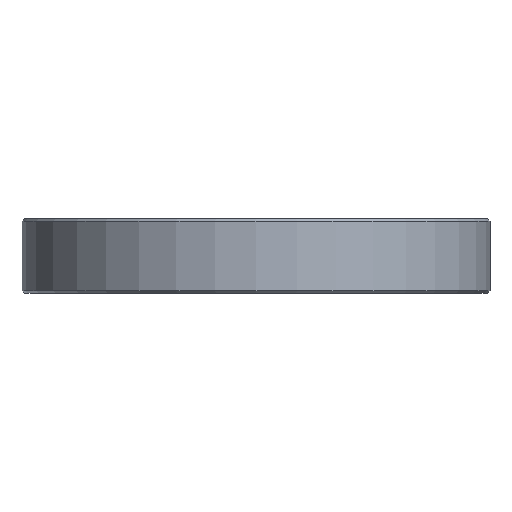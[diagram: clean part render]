
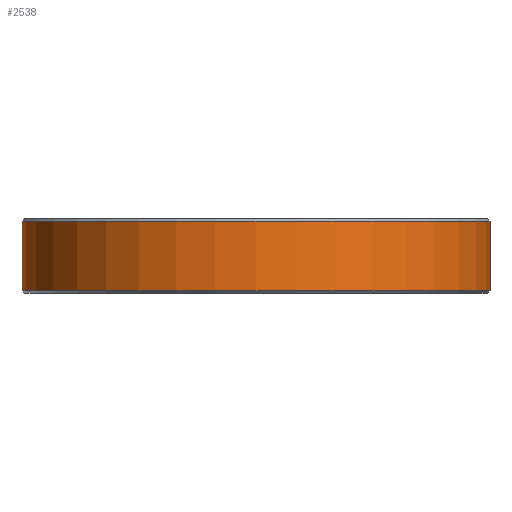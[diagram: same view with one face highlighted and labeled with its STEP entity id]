
A CAD part, left-side view. The second image highlights one B-rep face of the part: STEP entity #2538.
In plain terms, the highlighted cylindrical face has radius 29 mm (diameter 58 mm), a partial arc.
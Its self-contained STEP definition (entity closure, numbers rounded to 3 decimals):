
#11 = EDGE_CURVE ( 'NONE', #42, #2214, #2418, .T. ) ;
#42 = VERTEX_POINT ( 'NONE', #856 ) ;
#63 = FACE_OUTER_BOUND ( 'NONE', #2481, .T. ) ;
#140 = CIRCLE ( 'NONE', #1634, 29. ) ;
#167 = DIRECTION ( 'NONE',  ( 0., 0., -1. ) ) ;
#209 = ORIENTED_EDGE ( 'NONE', *, *, #2200, .T. ) ;
#297 = DIRECTION ( 'NONE',  ( 0., 0., -1. ) ) ;
#688 = CARTESIAN_POINT ( 'NONE',  ( 0., 0., 24.45 ) ) ;
#699 = CARTESIAN_POINT ( 'NONE',  ( 0., 0., 0. ) ) ;
#785 = VERTEX_POINT ( 'NONE', #1410 ) ;
#839 = VERTEX_POINT ( 'NONE', #1971 ) ;
#842 = DIRECTION ( 'NONE',  ( 0., 0., 1. ) ) ;
#856 = CARTESIAN_POINT ( 'NONE',  ( 0., 29., 24.45 ) ) ;
#955 = AXIS2_PLACEMENT_3D ( 'NONE', #688, #297, #1879 ) ;
#994 = EDGE_CURVE ( 'NONE', #2214, #785, #140, .T. ) ;
#1115 = VECTOR ( 'NONE', #1828, 1000. ) ;
#1159 = LINE ( 'NONE', #1353, #1184 ) ;
#1184 = VECTOR ( 'NONE', #167, 1000. ) ;
#1260 = DIRECTION ( 'NONE',  ( 0., 1., 0. ) ) ;
#1324 = CARTESIAN_POINT ( 'NONE',  ( 0., 29., 15.8 ) ) ;
#1353 = CARTESIAN_POINT ( 'NONE',  ( 0., -29., 0. ) ) ;
#1381 = CARTESIAN_POINT ( 'NONE',  ( 0., 0., 15.8 ) ) ;
#1410 = CARTESIAN_POINT ( 'NONE',  ( 0., -29., 15.8 ) ) ;
#1463 = CYLINDRICAL_SURFACE ( 'NONE', #1615, 29. ) ;
#1479 = ORIENTED_EDGE ( 'NONE', *, *, #11, .T. ) ;
#1490 = ORIENTED_EDGE ( 'NONE', *, *, #1812, .F. ) ;
#1615 = AXIS2_PLACEMENT_3D ( 'NONE', #699, #2265, #1260 ) ;
#1634 = AXIS2_PLACEMENT_3D ( 'NONE', #1381, #842, #1767 ) ;
#1767 = DIRECTION ( 'NONE',  ( 0., -1., 0. ) ) ;
#1812 = EDGE_CURVE ( 'NONE', #839, #785, #1159, .T. ) ;
#1828 = DIRECTION ( 'NONE',  ( 0., 0., -1. ) ) ;
#1879 = DIRECTION ( 'NONE',  ( 0., 1., 0. ) ) ;
#1971 = CARTESIAN_POINT ( 'NONE',  ( 0., -29., 24.45 ) ) ;
#2006 = CARTESIAN_POINT ( 'NONE',  ( 0., 29., 0. ) ) ;
#2069 = CIRCLE ( 'NONE', #955, 29. ) ;
#2200 = EDGE_CURVE ( 'NONE', #839, #42, #2069, .T. ) ;
#2214 = VERTEX_POINT ( 'NONE', #1324 ) ;
#2265 = DIRECTION ( 'NONE',  ( 0., 0., -1. ) ) ;
#2307 = ORIENTED_EDGE ( 'NONE', *, *, #994, .T. ) ;
#2418 = LINE ( 'NONE', #2006, #1115 ) ;
#2481 = EDGE_LOOP ( 'NONE', ( #1490, #209, #1479, #2307 ) ) ;
#2538 = ADVANCED_FACE ( 'NONE', ( #63 ), #1463, .T. ) ;
